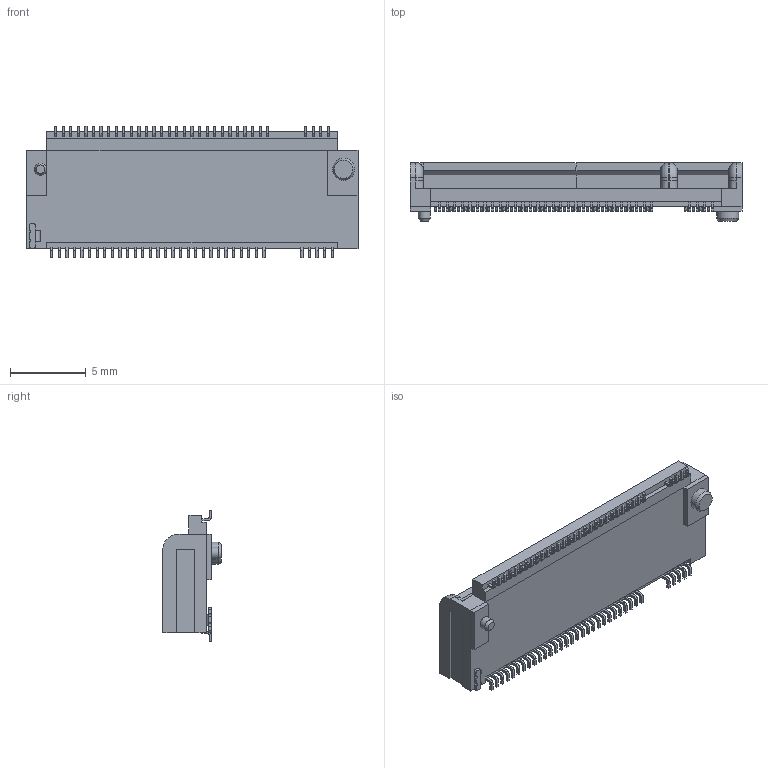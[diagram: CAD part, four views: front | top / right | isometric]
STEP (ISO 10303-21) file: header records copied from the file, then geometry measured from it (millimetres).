
FILE_DESCRIPTION(('FreeCAD Model'),'2;1');
FILE_NAME('Open CASCADE Shape Model','2025-01-13T16:08:41',(''),(''), 'Open CASCADE STEP processor 7.8','FreeCAD','Unknown');
FILE_SCHEMA(('AUTOMOTIVE_DESIGN { 1 0 10303 214 1 1 1 1 }'));
Length unit declared in the file: millimetre
Products named in the file (12): C_2199119; Body005 (Mirror #1); Array003; Body004; Array002; Body002; Array001; Body003; Array; Body001; Part; Body
Assembly tree (74 placements, depth 3):
  C_2199119
    Body005 (Mirror #1)
    Array003
      Body004  x5
    Array002
      Body002  x4
    Array001
      Body003  x29
    Array
      Body001  x29
    Part
      Body
Bounding box: 21.9 x 3.85 x 8.7 mm (x, y, z)
Volume: 358 mm3; surface area: 653.2 mm2
Topology: 69 solids, 69 shells, 782 faces, 1887 edges, 1245 vertices
Faces by surface type: plane 621, cylinder 147, extrusion 8, torus 4, cone 2
Full cylindrical faces by diameter (mm): 0.8 x1, 1.45 x1
Entity records: 6203 total; most frequent: CARTESIAN_POINT 1913, DIRECTION 853, ORIENTED_EDGE 750, EDGE_CURVE 375, VECTOR 319, LINE 311, AXIS2_PLACEMENT_3D 267, VERTEX_POINT 237
